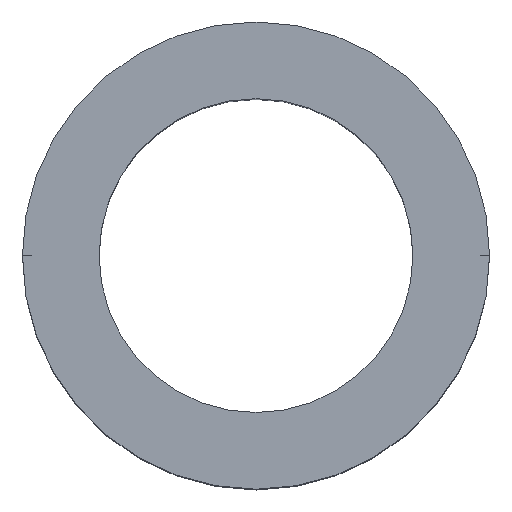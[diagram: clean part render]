
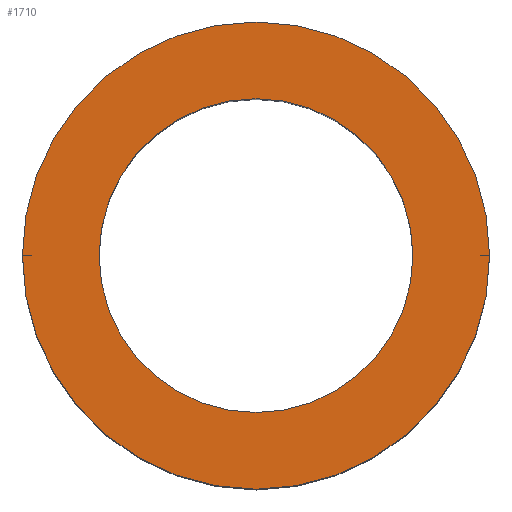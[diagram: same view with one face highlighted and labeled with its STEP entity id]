
A CAD part, top view. The second image highlights one B-rep face of the part: STEP entity #1710.
In plain terms, the highlighted planar face has unit normal (0, 0, 1).
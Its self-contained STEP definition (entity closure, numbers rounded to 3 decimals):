
#1597=CARTESIAN_POINT('POINT67',(-34.036,0.,48.044));
#1598=VERTEX_POINT('VERTEX67',#1597);
#1606=CARTESIAN_POINT('POINT68',(34.036,0.,48.044));
#1607=VERTEX_POINT('VERTEX68',#1606);
#1614=CARTESIAN_POINT('POS194',(0.,0.,48.044));
#1615=DIRECTION('DIR323',(0.,0.,-1.));
#1616=DIRECTION('DIR324',(-1.,0.,0.));
#1617=AXIS2_PLACEMENT_3D('AXIS130',#1614,#1615,#1616);
#1618=CIRCLE('ELLIPSE67',#1617,34.036);
#1619=EDGE_CURVE('EDGE131',#1598,#1607,#1618,.T.);
#1632=CARTESIAN_POINT('POS196',(0.,0.,48.044));
#1633=DIRECTION('DIR327',(0.,0.,-1.));
#1634=DIRECTION('DIR328',(1.,0.,0.));
#1635=AXIS2_PLACEMENT_3D('AXIS132',#1632,#1633,#1634);
#1636=CIRCLE('ELLIPSE68',#1635,34.036);
#1637=EDGE_CURVE('EDGE132',#1607,#1598,#1636,.T.);
#1647=CARTESIAN_POINT('POINT69',(50.673,0.,
   48.044));
#1648=VERTEX_POINT('VERTEX69',#1647);
#1649=CARTESIAN_POINT('POINT70',(-50.673,0.,
   48.044));
#1650=VERTEX_POINT('VERTEX70',#1649);
#1651=CARTESIAN_POINT('POS198',(0.,
   0.,48.044));
#1652=DIRECTION('DIR331',(0.,0.,
   -1.));
#1653=DIRECTION('DIR332',(1.,0.,
   0.));
#1654=AXIS2_PLACEMENT_3D('AXIS134',#1651,#1652,#1653);
#1655=CIRCLE('ELLIPSE69',#1654,50.673);
#1656=EDGE_CURVE('EDGE133',#1648,#1650,#1655,.T.);
#1681=CARTESIAN_POINT('POS202',(0.,0.,
   48.044));
#1682=DIRECTION('DIR337',(0.,0.,
   1.));
#1683=DIRECTION('DIR338',(1.,0.,
   0.));
#1684=AXIS2_PLACEMENT_3D('AXIS136',#1681,#1682,#1683);
#1685=CIRCLE('ELLIPSE70',#1684,50.673);
#1686=EDGE_CURVE('EDGE136',#1648,#1650,#1685,.T.);
#1697=ORIENTED_EDGE('COEDGE269',*,*,#1686,.T.);
#1698=ORIENTED_EDGE('COEDGE270',*,*,#1656,.F.);
#1699=EDGE_LOOP('NONE',(#1697,#1698));
#1700=FACE_BOUND('LOOP1',#1699,.T.);
#1701=ORIENTED_EDGE('COEDGE271',*,*,#1637,.T.);
#1702=ORIENTED_EDGE('COEDGE272',*,*,#1619,.T.);
#1703=EDGE_LOOP('NONE',(#1701,#1702));
#1704=FACE_BOUND('LOOP1',#1703,.T.);
#1705=CARTESIAN_POINT('POS204',(0.,0.,48.044));
#1706=DIRECTION('DIR341',(0.,0.,1.));
#1707=DIRECTION('DIR342',(1.,0.,0.));
#1708=AXIS2_PLACEMENT_3D('AXIS138',#1705,#1706,#1707);
#1709=PLANE('PLANE2',#1708);
#1710=ADVANCED_FACE('FACE68',(#1700,#1704),#1709,.T.);
